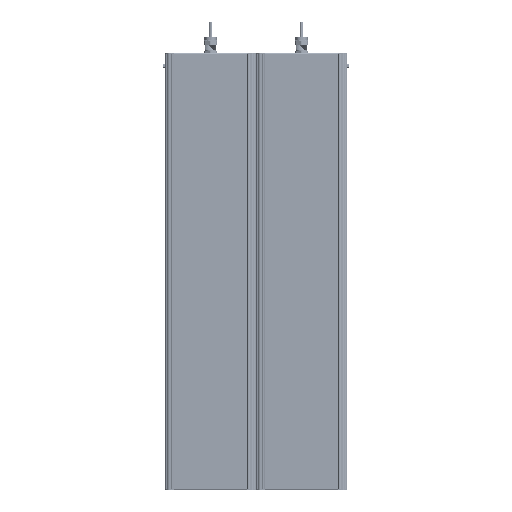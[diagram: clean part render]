
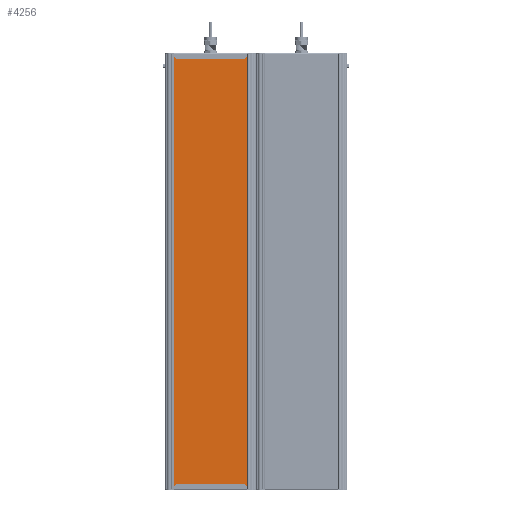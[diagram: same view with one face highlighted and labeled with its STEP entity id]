
A CAD part, front view. The second image highlights one B-rep face of the part: STEP entity #4256.
In plain terms, the highlighted face is planar.
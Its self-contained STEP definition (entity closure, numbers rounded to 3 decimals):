
#4256=ADVANCED_FACE('',(#8582),#8584,.T.);
#8582=FACE_BOUND('',#8583,.T.);
#8583=EDGE_LOOP('',(#38576,#38577,#38578,#38579));
#8584=PLANE('',#8585);
#8585=AXIS2_PLACEMENT_3D('',#8586,#8587,#8588);
#8586=CARTESIAN_POINT('',(2111.497,401.002,-34.582));
#8587=DIRECTION('',(0.,0.,-1.));
#8588=DIRECTION('',(0.,1.,0.));
#38576=ORIENTED_EDGE('',*,*,#43948,.F.);
#38577=ORIENTED_EDGE('',*,*,#43947,.T.);
#38578=ORIENTED_EDGE('',*,*,#43949,.F.);
#38579=ORIENTED_EDGE('',*,*,#43939,.F.);
#43939=EDGE_CURVE('',#48062,#48065,#48066,.T.);
#43947=EDGE_CURVE('',#48075,#48077,#48079,.T.);
#43948=EDGE_CURVE('',#48075,#48062,#48080,.T.);
#43949=EDGE_CURVE('',#48065,#48077,#48081,.T.);
#48062=VERTEX_POINT('',#56860);
#48065=VERTEX_POINT('',#56865);
#48066=LINE('',#56866,#56867);
#48075=VERTEX_POINT('',#56887);
#48077=VERTEX_POINT('',#56891);
#48079=LINE('',#56895,#56896);
#48080=LINE('',#56898,#56899);
#48081=LINE('',#56901,#56902);
#56860=CARTESIAN_POINT('',(2111.497,401.002,-34.582));
#56865=CARTESIAN_POINT('',(3007.497,401.002,-34.582));
#56866=CARTESIAN_POINT('',(2111.497,401.002,-34.582));
#56867=VECTOR('',#56868,1.);
#56868=DIRECTION('',(1.,0.,0.));
#56887=CARTESIAN_POINT('',(2111.497,565.13,-34.582));
#56891=CARTESIAN_POINT('',(3007.497,565.13,-34.582));
#56895=CARTESIAN_POINT('',(2111.497,565.13,-34.582));
#56896=VECTOR('',#56897,1.);
#56897=DIRECTION('',(1.,0.,0.));
#56898=CARTESIAN_POINT('',(2111.497,565.13,-34.582));
#56899=VECTOR('',#56900,1.);
#56900=DIRECTION('',(0.,-1.,0.));
#56901=CARTESIAN_POINT('',(3007.497,401.002,-34.582));
#56902=VECTOR('',#56903,1.);
#56903=DIRECTION('',(0.,1.,0.));
